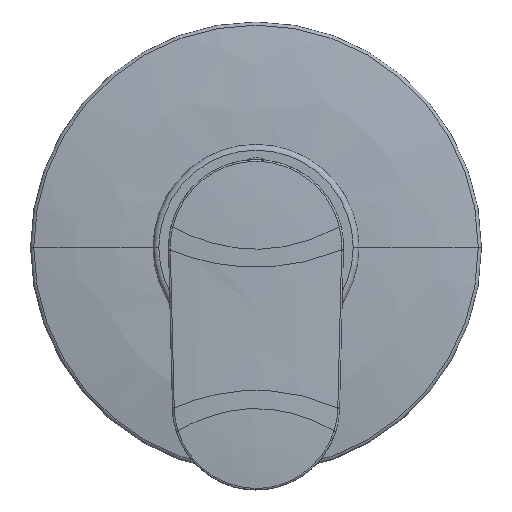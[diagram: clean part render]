
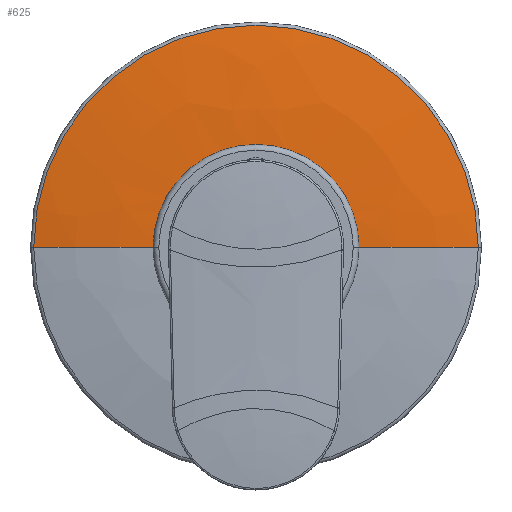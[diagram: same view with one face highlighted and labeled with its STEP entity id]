
A CAD part, top view. The second image highlights one B-rep face of the part: STEP entity #625.
In plain terms, the highlighted free-form (B-spline) face has degree [3, 3] with [7, 4] control points.
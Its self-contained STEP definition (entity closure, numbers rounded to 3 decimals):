
#57=CARTESIAN_POINT('',(-25.,0.,-134.));
#58=DIRECTION('',(0.,1.,0.));
#59=DIRECTION('',(-0.176,0.,0.984));
#60=AXIS2_PLACEMENT_3D('',#57,#58,#59);
#62=CARTESIAN_POINT('',(25.,0.,-134.));
#63=DIRECTION('',(0.,-1.,0.));
#64=DIRECTION('',(0.176,0.,0.984));
#65=AXIS2_PLACEMENT_3D('',#62,#63,#64);
#67=CARTESIAN_POINT('',(0.,0.,46.149));
#68=DIRECTION('',(0.,0.,1.));
#69=DIRECTION('',(1.,0.,0.));
#70=AXIS2_PLACEMENT_3D('',#67,#68,#69);
#87=CARTESIAN_POINT('',(0.,0.,49.));
#88=DIRECTION('',(0.,0.,-1.));
#89=DIRECTION('',(-1.,0.,0.));
#90=AXIS2_PLACEMENT_3D('',#87,#88,#89);
#457=CARTESIAN_POINT('',(-25.,0.,49.));
#459=VERTEX_POINT('',#457);
#461=CARTESIAN_POINT('',(25.,0.,49.));
#463=VERTEX_POINT('',#461);
#469=CARTESIAN_POINT('',(-57.176,0.,46.149));
#470=CARTESIAN_POINT('',(57.176,0.,
46.149));
#471=VERTEX_POINT('',#469);
#472=VERTEX_POINT('',#470);
#588=CARTESIAN_POINT('',(-24.305,-1.529,48.999));
#589=CARTESIAN_POINT('',(-35.511,-2.234,49.039));
#590=CARTESIAN_POINT('',(-46.674,-2.936,48.048));
#591=CARTESIAN_POINT('',(-57.698,-3.63,46.034));
#592=CARTESIAN_POINT('',(-25.246,13.428,48.999));
#593=CARTESIAN_POINT('',(-36.886,19.619,49.039));
#594=CARTESIAN_POINT('',(-48.481,25.786,48.048));
#595=CARTESIAN_POINT('',(-59.932,31.877,46.034));
#596=CARTESIAN_POINT('',(-14.987,24.353,48.999));
#597=CARTESIAN_POINT('',(-21.897,35.581,49.039));
#598=CARTESIAN_POINT('',(-28.78,46.766,48.048));
#599=CARTESIAN_POINT('',(-35.578,57.812,46.034));
#600=CARTESIAN_POINT('',(0.,24.353,48.999));
#601=CARTESIAN_POINT('',(0.,35.581,49.039));
#602=CARTESIAN_POINT('',(0.,46.766,48.048));
#603=CARTESIAN_POINT('',(0.,57.812,46.034));
#604=CARTESIAN_POINT('',(14.987,24.353,48.999));
#605=CARTESIAN_POINT('',(21.897,35.581,49.039));
#606=CARTESIAN_POINT('',(28.78,46.766,48.048));
#607=CARTESIAN_POINT('',(35.578,57.812,46.034));
#608=CARTESIAN_POINT('',(25.246,13.428,48.999));
#609=CARTESIAN_POINT('',(36.886,19.619,49.039));
#610=CARTESIAN_POINT('',(48.481,25.786,48.048));
#611=CARTESIAN_POINT('',(59.932,31.877,46.034));
#612=CARTESIAN_POINT('',(24.305,-1.529,48.999));
#613=CARTESIAN_POINT('',(35.511,-2.234,49.039));
#614=CARTESIAN_POINT('',(46.674,-2.936,48.048));
#615=CARTESIAN_POINT('',(57.698,-3.63,46.034));
#616=(BOUNDED_SURFACE()B_SPLINE_SURFACE(3,3,((#588,#589,#590,#591),(#592,#593,
#594,#595),(#596,#597,#598,#599),(#600,#601,#602,#603),(#604,#605,#606,#607),(
#608,#609,#610,#611),(#612,#613,#614,#615)),.UNSPECIFIED.,.F.,.F.,.F.)B_SPLINE_SURFACE_WITH_KNOTS((4,3,4),(4,4),(0.,1.,2.),(0.,1.),.UNSPECIFIED.)GEOMETRIC_REPRESENTATION_ITEM()RATIONAL_B_SPLINE_SURFACE(((1.19,
1.186,1.186,1.19),(0.94,
0.937,0.937,0.94),(0.94,
0.937,0.937,0.94),(1.19,
1.186,1.186,1.19),(0.94,
0.937,0.937,0.94),(0.94,
0.937,0.937,0.94),(1.19,
1.186,1.186,1.19)))REPRESENTATION_ITEM('')SURFACE());
#618=ORIENTED_EDGE('',*,*,#617,.F.);
#619=ORIENTED_EDGE('',*,*,#576,.T.);
#621=ORIENTED_EDGE('',*,*,#620,.F.);
#622=ORIENTED_EDGE('',*,*,#572,.F.);
#623=EDGE_LOOP('',(#618,#619,#621,#622));
#624=FACE_OUTER_BOUND('',#623,.F.);
#625=ADVANCED_FACE('',(#624),#616,.T.);
#61=CIRCLE('',#60,183.);
#66=CIRCLE('',#65,183.);
#71=CIRCLE('',#70,57.176);
#91=CIRCLE('',#90,25.);
#572=EDGE_CURVE('',#471,#459,#61,.T.);
#576=EDGE_CURVE('',#472,#463,#66,.T.);
#617=EDGE_CURVE('',#472,#471,#71,.T.);
#620=EDGE_CURVE('',#459,#463,#91,.T.);
